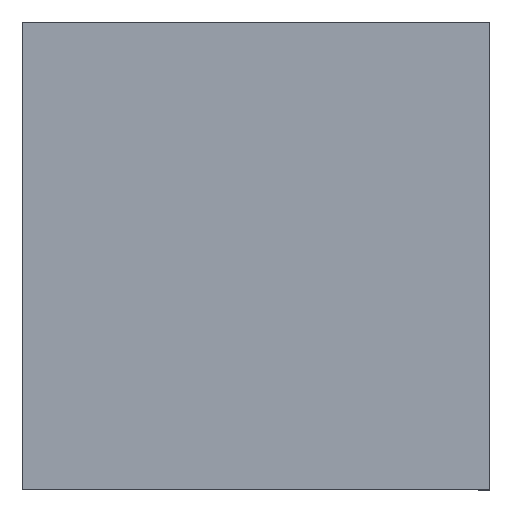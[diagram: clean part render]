
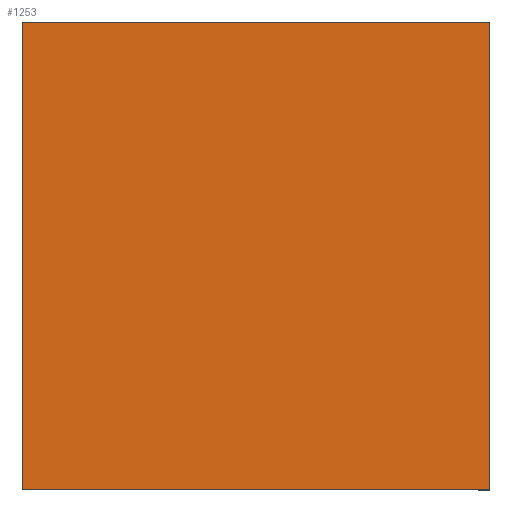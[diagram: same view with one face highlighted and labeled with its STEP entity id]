
A CAD part, top view. The second image highlights one B-rep face of the part: STEP entity #1253.
In plain terms, the highlighted planar face has unit normal (0, 0, 1).
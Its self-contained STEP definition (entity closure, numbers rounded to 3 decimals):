
#55 = ORIENTED_EDGE ( 'NONE', *, *, #3481, .T. ) ;
#75 = DIRECTION ( 'NONE',  ( 1., 0., 0. ) ) ;
#197 = DIRECTION ( 'NONE',  ( 0., 0., -1. ) ) ;
#436 = DIRECTION ( 'NONE',  ( 0., 1., 0. ) ) ;
#600 = VECTOR ( 'NONE', #3780, 1000. ) ;
#643 = LINE ( 'NONE', #4154, #600 ) ;
#776 = DIRECTION ( 'NONE',  ( 0., -1., 0. ) ) ;
#818 = CARTESIAN_POINT ( 'NONE',  ( -1., -1., 0.7 ) ) ;
#1208 = EDGE_CURVE ( 'NONE', #4490, #3477, #2191, .T. ) ;
#1253 = ADVANCED_FACE ( 'NONE', ( #2721 ), #1999, .F. ) ;
#1263 = EDGE_LOOP ( 'NONE', ( #2256, #55, #4150, #1862 ) ) ;
#1862 = ORIENTED_EDGE ( 'NONE', *, *, #4195, .T. ) ;
#1999 = PLANE ( 'NONE',  #3686 ) ;
#2092 = CARTESIAN_POINT ( 'NONE',  ( -1., -1., 0.7 ) ) ;
#2134 = LINE ( 'NONE', #2494, #3209 ) ;
#2191 = LINE ( 'NONE', #3608, #3829 ) ;
#2256 = ORIENTED_EDGE ( 'NONE', *, *, #1208, .T. ) ;
#2494 = CARTESIAN_POINT ( 'NONE',  ( -1., -1., 0.7 ) ) ;
#2520 = VECTOR ( 'NONE', #75, 1000. ) ;
#2592 = CARTESIAN_POINT ( 'NONE',  ( -1., 1., 0.7 ) ) ;
#2721 = FACE_OUTER_BOUND ( 'NONE', #1263, .T. ) ;
#2812 = VERTEX_POINT ( 'NONE', #2592 ) ;
#3097 = CARTESIAN_POINT ( 'NONE',  ( 1., -1., 0.7 ) ) ;
#3209 = VECTOR ( 'NONE', #776, 1000. ) ;
#3369 = CARTESIAN_POINT ( 'NONE',  ( 0., 0., 0.7 ) ) ;
#3477 = VERTEX_POINT ( 'NONE', #4181 ) ;
#3481 = EDGE_CURVE ( 'NONE', #3477, #2812, #643, .T. ) ;
#3608 = CARTESIAN_POINT ( 'NONE',  ( 1., -1., 0.7 ) ) ;
#3668 = VERTEX_POINT ( 'NONE', #818 ) ;
#3686 = AXIS2_PLACEMENT_3D ( 'NONE', #3369, #197, #3741 ) ;
#3741 = DIRECTION ( 'NONE',  ( -1., 0., 0. ) ) ;
#3780 = DIRECTION ( 'NONE',  ( -1., 0., 0. ) ) ;
#3829 = VECTOR ( 'NONE', #436, 1000. ) ;
#3950 = LINE ( 'NONE', #2092, #2520 ) ;
#4017 = EDGE_CURVE ( 'NONE', #2812, #3668, #2134, .T. ) ;
#4150 = ORIENTED_EDGE ( 'NONE', *, *, #4017, .T. ) ;
#4154 = CARTESIAN_POINT ( 'NONE',  ( -1., 1., 0.7 ) ) ;
#4181 = CARTESIAN_POINT ( 'NONE',  ( 1., 1., 0.7 ) ) ;
#4195 = EDGE_CURVE ( 'NONE', #3668, #4490, #3950, .T. ) ;
#4490 = VERTEX_POINT ( 'NONE', #3097 ) ;
